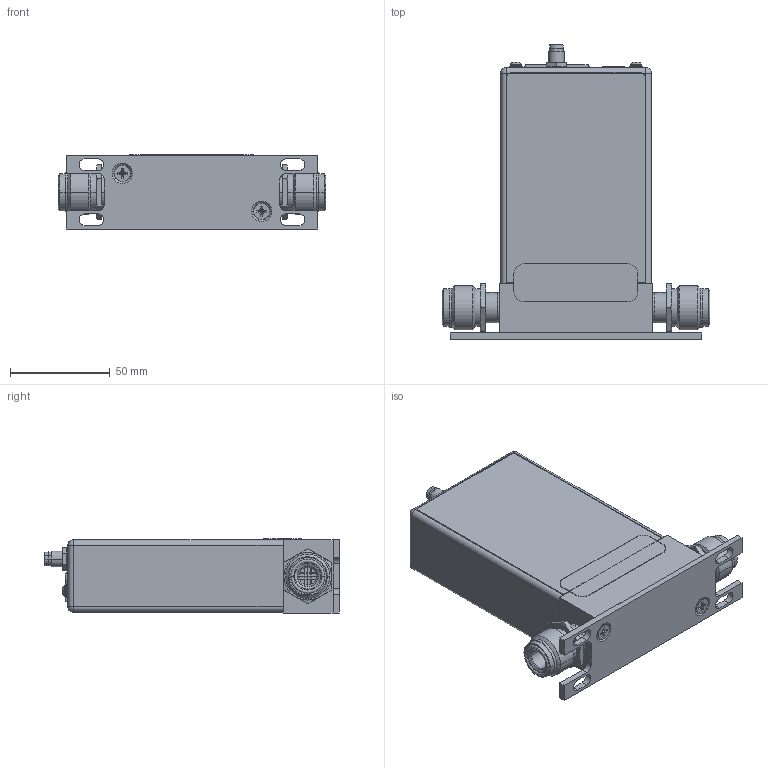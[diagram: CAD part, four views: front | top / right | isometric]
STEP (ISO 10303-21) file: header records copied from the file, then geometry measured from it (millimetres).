
FILE_DESCRIPTION((''),'2;1');
FILE_NAME('GM50A_ETHERCAT_8MM_ASM','2014-09-26T',('cockrofm'),(''),'PRO/ENGINEER BY PARAMETRIC TECHNOLOGY CORPORATION, 2011490','PRO/ENGINEER BY PARAMETRIC TECHNOLOGY CORPORATION, 2011490','');
FILE_SCHEMA(('CONFIG_CONTROL_DESIGN'));
Length unit declared in the file: inch
Products named in the file (31): PRT0002; PRT0003; PRT0004; 1053737-002_ASM_2_ASM_ASM_ASM_ASM; PRT0005; PRT0006; PRT0007; PRT0008; PRT0009; PRT0010; PRT0011; PRT0012; PRT0013; 1055980_CCA_ASSY_ASM_1_ASM_ASM__ASM; PRT0014; PRT0015; PRT0016; PRT0017; PRT0018; PRT0019; 1040814_FOR_STP_ASM_2_ASM_ASM_A_ASM; GE50A_ETHERCAT_5-PIN_4VCR_ASM_A_ASM; GE50A_ETHERCAT_5-PIN_6MM_ASM_AS_ASM; GM50A_ETHERCAT_8MM_ASM_ASM; 119085-P1_DUMMY_BLANK; 1053145_MOUNTING-PLATE; 160-3973; 1052732_SCREEN; 1052580-001; 1052666-004_ASM; GM50A_ETHERCAT_8MM_ASM
Assembly tree (38 placements, depth 7):
  GM50A_ETHERCAT_8MM_ASM
    GM50A_ETHERCAT_8MM_ASM_ASM
      GE50A_ETHERCAT_5-PIN_6MM_ASM_AS_ASM
        GE50A_ETHERCAT_5-PIN_4VCR_ASM_A_ASM
          1040814_FOR_STP_ASM_2_ASM_ASM_A_ASM
            PRT0002
            1053737-002_ASM_2_ASM_ASM_ASM_ASM
              PRT0003
              PRT0004
            PRT0005
            PRT0006
            PRT0007
            1055980_CCA_ASSY_ASM_1_ASM_ASM__ASM
              PRT0008
              PRT0009
              PRT0010
              PRT0011
              PRT0012  x2
              PRT0013  x3
            PRT0014
            PRT0015
            PRT0016
            PRT0017
            PRT0018  x2
            PRT0019  x3
    119085-P1_DUMMY_BLANK
    1053145_MOUNTING-PLATE
    160-3973  x2
    1052666-004_ASM  x2
      1052732_SCREEN
      1052580-001
Bounding box: 134.11 x 147.7 x 37.08 mm (x, y, z)
Volume: 126744.4 mm3; surface area: 125753 mm2
Topology: 32 solids, 38 shells, 1430 faces, 3697 edges, 2228 vertices
Faces by surface type: plane 635, cylinder 557, bspline 80, cone 64, torus 40, extrusion 40, sphere 14
Entity records: 34428 total; most frequent: CARTESIAN_POINT 9267, ORIENTED_EDGE 5162, DIRECTION 4950, EDGE_CURVE 2591, AXIS2_PLACEMENT_3D 1708, VERTEX_POINT 1632, VECTOR 1534, LINE 1514
